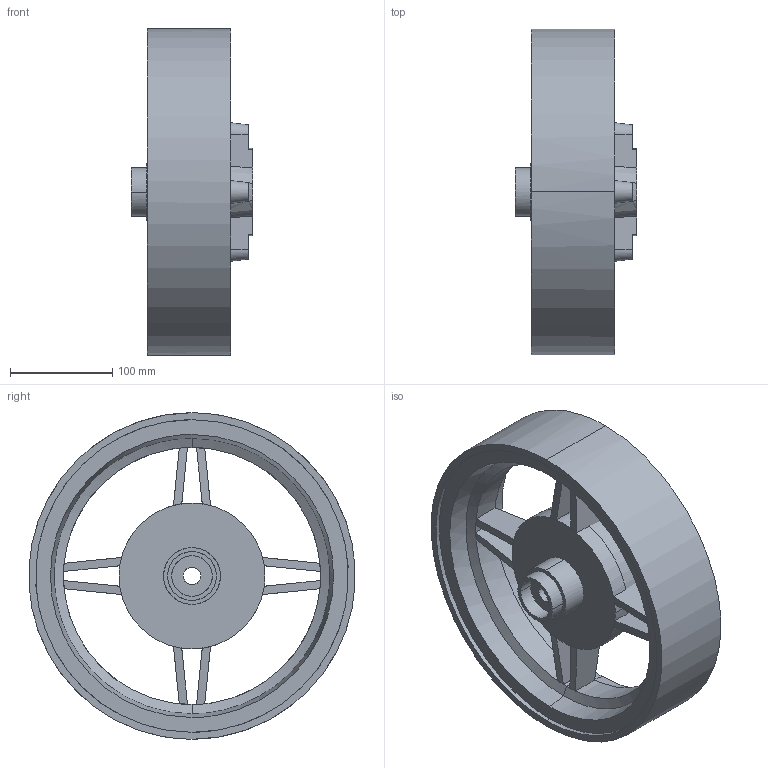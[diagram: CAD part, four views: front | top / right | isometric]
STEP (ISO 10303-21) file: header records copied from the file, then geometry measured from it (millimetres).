
FILE_DESCRIPTION(('FreeCAD Model'),'2;1');
FILE_NAME('Open CASCADE Shape Model','2025-05-04T16:44:47',('FreeCAD'),( 'FreeCAD'),'Open CASCADE STEP processor 7.6','FreeCAD','Unknown');
FILE_SCHEMA(('AUTOMOTIVE_DESIGN { 1 0 10303 214 1 1 1 1 }'));
Length unit declared in the file: millimetre
Products named in the file (1): Open CASCADE STEP translator 7.6 1
Bounding box: 119.07 x 319.13 x 319.78 mm (x, y, z)
Volume: 2979452.3 mm3; surface area: 324724.5 mm2
Topology: 10 solids, 10 shells, 161 faces, 380 edges, 254 vertices
Faces by surface type: bspline 161
Entity records: 4876 total; most frequent: CARTESIAN_POINT 2653, ORIENTED_EDGE 760, EDGE_CURVE 380, VERTEX_POINT 254, B_SPLINE_CURVE_WITH_KNOTS 210, FACE_BOUND 180, EDGE_LOOP 180, ADVANCED_FACE 161
